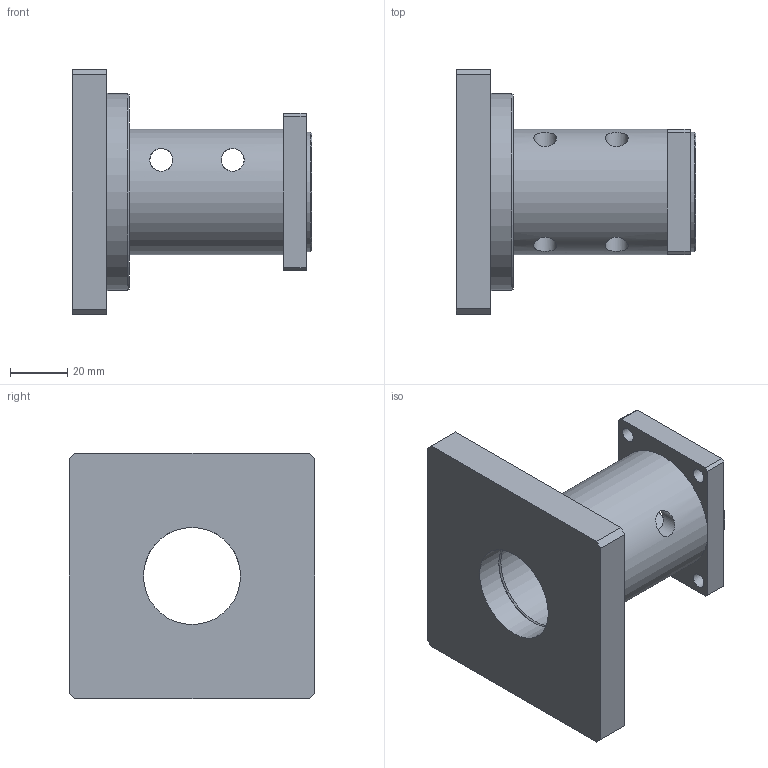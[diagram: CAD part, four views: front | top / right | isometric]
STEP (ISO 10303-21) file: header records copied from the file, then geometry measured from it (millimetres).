
FILE_DESCRIPTION(/* description */ (''),/* implementation_level */ '2;1');
FILE_NAME(/* name */ 'VK CTJ110 86 X 86 GESM14.stp',/* time_stamp */ '2015-08-28T14:27:33+01:00',/* author */ ('Hypex'),/* organization */ ('Hypex'),/* preprocessor_version */ 'ST-DEVELOPER v15.2',/* originating_system */ 'Autodesk Inventor 2014',/* authorisation */ '');
FILE_SCHEMA (('AUTOMOTIVE_DESIGN { 1 0 10303 214 3 1 1 }'));
Length unit declared in the file: millimetre
Products named in the file (1): VK CTJ110 86 X 86 GESM14
Bounding box: 84 x 86 x 86 mm (x, y, z)
Volume: 143686.1 mm3; surface area: 40365.2 mm2
Topology: 1 solids, 2 shells, 53 faces, 129 edges, 86 vertices
Faces by surface type: plane 24, cylinder 22, cone 7
Full cylindrical faces by diameter (mm): 4.917 x4, 5.2 x4, 8 x4, 34 x2, 42 x1, 44 x1, 69 x2
Entity records: 1725 total; most frequent: CARTESIAN_POINT 502, DIRECTION 236, ORIENTED_EDGE 186, EDGE_LOOP 104, AXIS2_PLACEMENT_3D 97, EDGE_CURVE 93, VERTEX_POINT 75, FACE_BOUND 57
